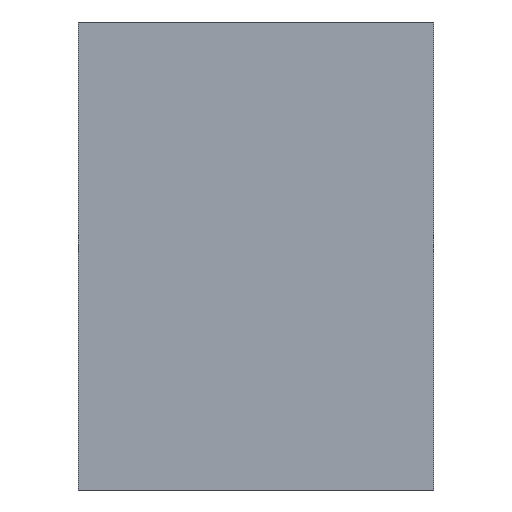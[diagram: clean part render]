
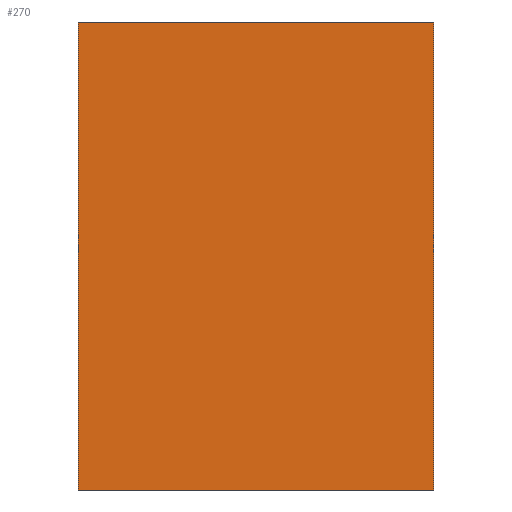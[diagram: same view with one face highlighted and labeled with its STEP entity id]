
A CAD part, left-side view. The second image highlights one B-rep face of the part: STEP entity #270.
In plain terms, the highlighted planar face has unit normal (-1, 0, 0).
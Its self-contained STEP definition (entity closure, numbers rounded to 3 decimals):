
#7 = VECTOR ( 'NONE', #92, 1000. ) ;
#11 = EDGE_CURVE ( 'NONE', #156, #433, #32, .T. ) ;
#16 = ORIENTED_EDGE ( 'NONE', *, *, #115, .T. ) ;
#32 = LINE ( 'NONE', #591, #464 ) ;
#36 = VERTEX_POINT ( 'NONE', #646 ) ;
#39 = LINE ( 'NONE', #151, #7 ) ;
#43 = EDGE_CURVE ( 'NONE', #156, #36, #275, .T. ) ;
#72 = CARTESIAN_POINT ( 'NONE',  ( -113., -125.5, 4. ) ) ;
#87 = AXIS2_PLACEMENT_3D ( 'NONE', #229, #664, #159 ) ;
#92 = DIRECTION ( 'NONE',  ( 0., -1., 0. ) ) ;
#107 = FACE_OUTER_BOUND ( 'NONE', #482, .T. ) ;
#115 = EDGE_CURVE ( 'NONE', #36, #168, #39, .T. ) ;
#120 = VECTOR ( 'NONE', #536, 1000. ) ;
#150 = CARTESIAN_POINT ( 'NONE',  ( -113., -125.5, -11.2 ) ) ;
#151 = CARTESIAN_POINT ( 'NONE',  ( -113., -105.5, -11.2 ) ) ;
#156 = VERTEX_POINT ( 'NONE', #547 ) ;
#159 = DIRECTION ( 'NONE',  ( 0., 0., -1. ) ) ;
#168 = VERTEX_POINT ( 'NONE', #150 ) ;
#170 = CARTESIAN_POINT ( 'NONE',  ( -113., -125.5, 4. ) ) ;
#229 = CARTESIAN_POINT ( 'NONE',  ( -113., -125.5, 4. ) ) ;
#270 = ADVANCED_FACE ( 'NONE', ( #107 ), #290, .T. ) ;
#275 = LINE ( 'NONE', #598, #120 ) ;
#279 = EDGE_CURVE ( 'NONE', #433, #168, #361, .T. ) ;
#290 = PLANE ( 'NONE',  #87 ) ;
#320 = VECTOR ( 'NONE', #448, 1000. ) ;
#361 = LINE ( 'NONE', #170, #320 ) ;
#409 = ORIENTED_EDGE ( 'NONE', *, *, #11, .F. ) ;
#433 = VERTEX_POINT ( 'NONE', #72 ) ;
#436 = ORIENTED_EDGE ( 'NONE', *, *, #279, .F. ) ;
#448 = DIRECTION ( 'NONE',  ( 0., 0., -1. ) ) ;
#464 = VECTOR ( 'NONE', #542, 1000. ) ;
#470 = ORIENTED_EDGE ( 'NONE', *, *, #43, .T. ) ;
#482 = EDGE_LOOP ( 'NONE', ( #436, #409, #470, #16 ) ) ;
#536 = DIRECTION ( 'NONE',  ( 0., 0., -1. ) ) ;
#542 = DIRECTION ( 'NONE',  ( 0., -1., 0. ) ) ;
#547 = CARTESIAN_POINT ( 'NONE',  ( -113., -105.5, 4. ) ) ;
#591 = CARTESIAN_POINT ( 'NONE',  ( -113., -125.5, 4. ) ) ;
#598 = CARTESIAN_POINT ( 'NONE',  ( -113., -105.5, 4. ) ) ;
#646 = CARTESIAN_POINT ( 'NONE',  ( -113., -105.5, -11.2 ) ) ;
#664 = DIRECTION ( 'NONE',  ( -1., 0., 0. ) ) ;
